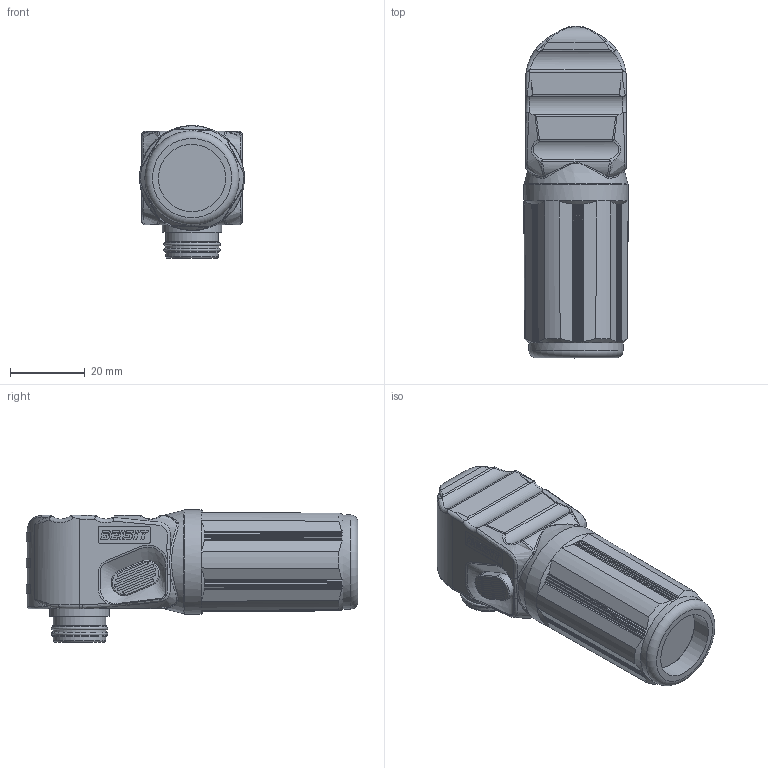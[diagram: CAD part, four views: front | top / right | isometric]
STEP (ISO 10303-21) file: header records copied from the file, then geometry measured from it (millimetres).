
FILE_DESCRIPTION(/* description */ (''),/* implementation_level */ '2;1');
FILE_NAME(/* name */ 'TOU-B.stp',/* time_stamp */ '2023-07-28T10:09:28+08:00',/* author */ (''),/* organization */ (''),/* preprocessor_version */ 'ST-DEVELOPER v11',/* originating_system */ 'SIEMENS PLM Software NX 7.5',/* authorisation */ '');
FILE_SCHEMA (('CONFIG_CONTROL_DESIGN'));
Length unit declared in the file: millimetre
Products named in the file (1): fang4FA4hhh9
Bounding box: 28.1 x 88.82 x 35.52 mm (x, y, z)
Volume: 48704.6 mm3; surface area: 13104.3 mm2
Topology: 2 solids, 7 shells, 473 faces, 1247 edges, 807 vertices
Faces by surface type: plane 241, cylinder 116, bspline 52, extrusion 25, torus 19, cone 16, sphere 4
Full cylindrical faces by diameter (mm): 8.2 x1, 14 x2, 14.3 x3, 16 x1, 18 x1, 24 x1, 25.2 x1
Entity records: 27530 total; most frequent: CARTESIAN_POINT 16648, ORIENTED_EDGE 2410, DIRECTION 1959, EDGE_CURVE 1205, VERTEX_POINT 796, AXIS2_PLACEMENT_3D 733, EDGE_LOOP 525, VECTOR 493
